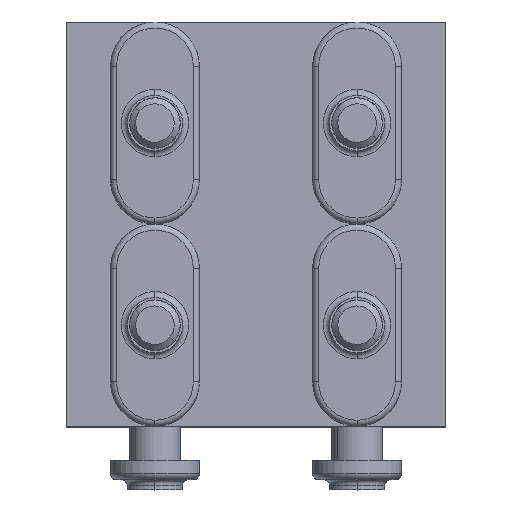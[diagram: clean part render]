
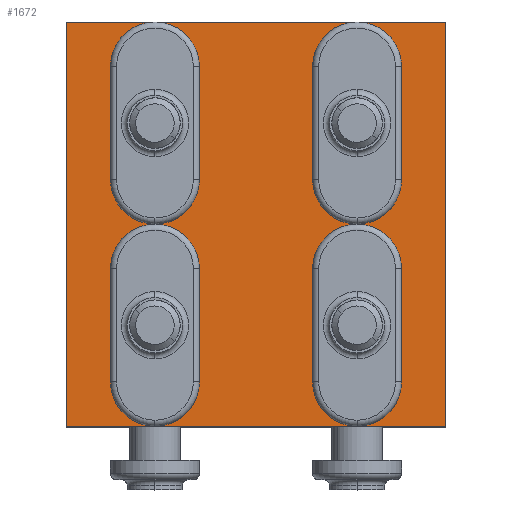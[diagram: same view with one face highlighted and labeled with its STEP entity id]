
A CAD part, top view. The second image highlights one B-rep face of the part: STEP entity #1672.
In plain terms, the highlighted planar face has unit normal (0, 0, 1).
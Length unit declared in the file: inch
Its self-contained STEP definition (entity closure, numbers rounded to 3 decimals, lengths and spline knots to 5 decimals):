
#118 = LINE ( 'NONE', #122, #123 ) ;
#122 = CARTESIAN_POINT ( 'NONE',  ( -1.875, 2., 0. ) ) ;
#123 = VECTOR ( 'NONE', #124, 39.37008 ) ;
#124 = DIRECTION ( 'NONE',  ( 1., 0., 0. ) ) ;
#280 = EDGE_CURVE ( 'NONE', #3553, #1377, #4100, .T. ) ;
#626 = ORIENTED_EDGE ( 'NONE', *, *, #280, .T. ) ;
#1110 = ORIENTED_EDGE ( 'NONE', *, *, #3330, .F. ) ;
#1377 = VERTEX_POINT ( 'NONE', #2363 ) ;
#1393 = EDGE_CURVE ( 'NONE', #1377, #1467, #2519, .T. ) ;
#1408 = VERTEX_POINT ( 'NONE', #2598 ) ;
#1456 = VERTEX_POINT ( 'NONE', #2883 ) ;
#1467 = VERTEX_POINT ( 'NONE', #2961 ) ;
#1479 = VERTEX_POINT ( 'NONE', #3067 ) ;
#1596 = EDGE_CURVE ( 'NONE', #2446, #1636, #4182, .T. ) ;
#1636 = VERTEX_POINT ( 'NONE', #4565 ) ;
#1639 = VERTEX_POINT ( 'NONE', #4593 ) ;
#1643 = ORIENTED_EDGE ( 'NONE', *, *, #4364, .F. ) ;
#1661 = VERTEX_POINT ( 'NONE', #1893 ) ;
#1672 = ADVANCED_FACE ( 'NONE', ( #1979, #1980, #1981, #1982, #1983 ), #1984, .T. ) ;
#1675 = EDGE_CURVE ( 'NONE', #3748, #1661, #2008, .T. ) ;
#1694 = VERTEX_POINT ( 'NONE', #2202 ) ;
#1893 = CARTESIAN_POINT ( 'NONE',  ( -1.297, 0.5, 0. ) ) ;
#1979 = FACE_BOUND ( 'NONE', #3932, .T. ) ;
#1980 = FACE_BOUND ( 'NONE', #3795, .T. ) ;
#1981 = FACE_OUTER_BOUND ( 'NONE', #3686, .T. ) ;
#1982 = FACE_BOUND ( 'NONE', #3023, .T. ) ;
#1983 = FACE_BOUND ( 'NONE', #4279, .T. ) ;
#1984 = PLANE ( 'NONE',  #1985 ) ;
#1985 = AXIS2_PLACEMENT_3D ( 'NONE', #1986, #1987, #1988 ) ;
#1986 = CARTESIAN_POINT ( 'NONE',  ( -1.875, 2., 0. ) ) ;
#1987 = DIRECTION ( 'NONE',  ( 0., 0., 1. ) ) ;
#1988 = DIRECTION ( 'NONE',  ( 1., 0., 0. ) ) ;
#2008 = CIRCLE ( 'NONE', #2009, 0.1405 ) ;
#2009 = AXIS2_PLACEMENT_3D ( 'NONE', #2010, #2011, #2012 ) ;
#2010 = CARTESIAN_POINT ( 'NONE',  ( -1.4375, 0.5, 0. ) ) ;
#2011 = DIRECTION ( 'NONE',  ( 0., 0., 1. ) ) ;
#2012 = DIRECTION ( 'NONE',  ( 1., 0., 0. ) ) ;
#2031 = EDGE_CURVE ( 'NONE', #1694, #1639, #2968, .T. ) ;
#2053 = LINE ( 'NONE', #2054, #2055 ) ;
#2054 = CARTESIAN_POINT ( 'NONE',  ( 0., 2., 0. ) ) ;
#2055 = VECTOR ( 'NONE', #2056, 39.37008 ) ;
#2056 = DIRECTION ( 'NONE',  ( 0., -1., 0. ) ) ;
#2074 = CIRCLE ( 'NONE', #2075, 0.1405 ) ;
#2075 = AXIS2_PLACEMENT_3D ( 'NONE', #2076, #2077, #2078 ) ;
#2076 = CARTESIAN_POINT ( 'NONE',  ( -1.4375, 1.5, 0. ) ) ;
#2077 = DIRECTION ( 'NONE',  ( 0., 0., 1. ) ) ;
#2078 = DIRECTION ( 'NONE',  ( 1., 0., 0. ) ) ;
#2128 = EDGE_CURVE ( 'NONE', #1636, #2446, #3031, .T. ) ;
#2202 = CARTESIAN_POINT ( 'NONE',  ( -0.578, 0.5, 0. ) ) ;
#2363 = CARTESIAN_POINT ( 'NONE',  ( -1.875, 0., 0. ) ) ;
#2446 = VERTEX_POINT ( 'NONE', #3197 ) ;
#2507 = ORIENTED_EDGE ( 'NONE', *, *, #2128, .F. ) ;
#2519 = LINE ( 'NONE', #2520, #2521 ) ;
#2520 = CARTESIAN_POINT ( 'NONE',  ( -1.875, 0., 0. ) ) ;
#2521 = VECTOR ( 'NONE', #2522, 39.37008 ) ;
#2522 = DIRECTION ( 'NONE',  ( 1., 0., 0. ) ) ;
#2598 = CARTESIAN_POINT ( 'NONE',  ( -1.297, 1.5, 0. ) ) ;
#2662 = CIRCLE ( 'NONE', #2663, 0.1405 ) ;
#2663 = AXIS2_PLACEMENT_3D ( 'NONE', #2664, #2665, #2666 ) ;
#2664 = CARTESIAN_POINT ( 'NONE',  ( -1.4375, 1.5, 0. ) ) ;
#2665 = DIRECTION ( 'NONE',  ( 0., 0., 1. ) ) ;
#2666 = DIRECTION ( 'NONE',  ( 1., 0., 0. ) ) ;
#2883 = CARTESIAN_POINT ( 'NONE',  ( 0., 2., 0. ) ) ;
#2961 = CARTESIAN_POINT ( 'NONE',  ( 0., 0., 0. ) ) ;
#2968 = CIRCLE ( 'NONE', #2969, 0.1405 ) ;
#2969 = AXIS2_PLACEMENT_3D ( 'NONE', #2970, #2971, #2974 ) ;
#2970 = CARTESIAN_POINT ( 'NONE',  ( -0.4375, 0.5, 0. ) ) ;
#2971 = DIRECTION ( 'NONE',  ( 0., 0., 1. ) ) ;
#2974 = DIRECTION ( 'NONE',  ( 1., 0., 0. ) ) ;
#3023 = EDGE_LOOP ( 'NONE', ( #2507, #4502 ) ) ;
#3031 = CIRCLE ( 'NONE', #3032, 0.1405 ) ;
#3032 = AXIS2_PLACEMENT_3D ( 'NONE', #3033, #3034, #3035 ) ;
#3033 = CARTESIAN_POINT ( 'NONE',  ( -0.4375, 1.5, 0. ) ) ;
#3034 = DIRECTION ( 'NONE',  ( 0., 0., 1. ) ) ;
#3035 = DIRECTION ( 'NONE',  ( 1., 0., 0. ) ) ;
#3067 = CARTESIAN_POINT ( 'NONE',  ( -1.578, 1.5, 0. ) ) ;
#3107 = CIRCLE ( 'NONE', #3108, 0.1405 ) ;
#3108 = AXIS2_PLACEMENT_3D ( 'NONE', #3109, #3110, #3111 ) ;
#3109 = CARTESIAN_POINT ( 'NONE',  ( -0.4375, 0.5, 0. ) ) ;
#3110 = DIRECTION ( 'NONE',  ( 0., 0., 1. ) ) ;
#3111 = DIRECTION ( 'NONE',  ( 1., 0., 0. ) ) ;
#3196 = CARTESIAN_POINT ( 'NONE',  ( -1.578, 0.5, 0. ) ) ;
#3197 = CARTESIAN_POINT ( 'NONE',  ( -0.578, 1.5, 0. ) ) ;
#3272 = ORIENTED_EDGE ( 'NONE', *, *, #1393, .T. ) ;
#3330 = EDGE_CURVE ( 'NONE', #3553, #1456, #118, .T. ) ;
#3553 = VERTEX_POINT ( 'NONE', #4369 ) ;
#3619 = EDGE_CURVE ( 'NONE', #1456, #1467, #2053, .T. ) ;
#3648 = ORIENTED_EDGE ( 'NONE', *, *, #3619, .F. ) ;
#3686 = EDGE_LOOP ( 'NONE', ( #3648, #1110, #626, #3272 ) ) ;
#3701 = ORIENTED_EDGE ( 'NONE', *, *, #2031, .F. ) ;
#3734 = EDGE_CURVE ( 'NONE', #1639, #1694, #3107, .T. ) ;
#3748 = VERTEX_POINT ( 'NONE', #3196 ) ;
#3765 = ORIENTED_EDGE ( 'NONE', *, *, #3734, .F. ) ;
#3795 = EDGE_LOOP ( 'NONE', ( #3765, #3701 ) ) ;
#3813 = ORIENTED_EDGE ( 'NONE', *, *, #1675, .F. ) ;
#3857 = EDGE_CURVE ( 'NONE', #1661, #3748, #4204, .T. ) ;
#3883 = ORIENTED_EDGE ( 'NONE', *, *, #3857, .F. ) ;
#3932 = EDGE_LOOP ( 'NONE', ( #3883, #3813 ) ) ;
#3957 = EDGE_CURVE ( 'NONE', #1408, #1479, #2074, .T. ) ;
#3990 = ORIENTED_EDGE ( 'NONE', *, *, #3957, .F. ) ;
#4100 = LINE ( 'NONE', #4101, #4102 ) ;
#4101 = CARTESIAN_POINT ( 'NONE',  ( -1.875, 2., 0. ) ) ;
#4102 = VECTOR ( 'NONE', #4103, 39.37008 ) ;
#4103 = DIRECTION ( 'NONE',  ( 0., -1., 0. ) ) ;
#4182 = CIRCLE ( 'NONE', #4183, 0.1405 ) ;
#4183 = AXIS2_PLACEMENT_3D ( 'NONE', #4184, #4185, #4186 ) ;
#4184 = CARTESIAN_POINT ( 'NONE',  ( -0.4375, 1.5, 0. ) ) ;
#4185 = DIRECTION ( 'NONE',  ( 0., 0., 1. ) ) ;
#4186 = DIRECTION ( 'NONE',  ( 1., 0., 0. ) ) ;
#4204 = CIRCLE ( 'NONE', #4205, 0.1405 ) ;
#4205 = AXIS2_PLACEMENT_3D ( 'NONE', #4206, #4207, #4208 ) ;
#4206 = CARTESIAN_POINT ( 'NONE',  ( -1.4375, 0.5, 0. ) ) ;
#4207 = DIRECTION ( 'NONE',  ( 0., 0., 1. ) ) ;
#4208 = DIRECTION ( 'NONE',  ( 1., 0., 0. ) ) ;
#4279 = EDGE_LOOP ( 'NONE', ( #3990, #1643 ) ) ;
#4364 = EDGE_CURVE ( 'NONE', #1479, #1408, #2662, .T. ) ;
#4369 = CARTESIAN_POINT ( 'NONE',  ( -1.875, 2., 0. ) ) ;
#4502 = ORIENTED_EDGE ( 'NONE', *, *, #1596, .F. ) ;
#4565 = CARTESIAN_POINT ( 'NONE',  ( -0.297, 1.5, 0. ) ) ;
#4593 = CARTESIAN_POINT ( 'NONE',  ( -0.297, 0.5, 0. ) ) ;
